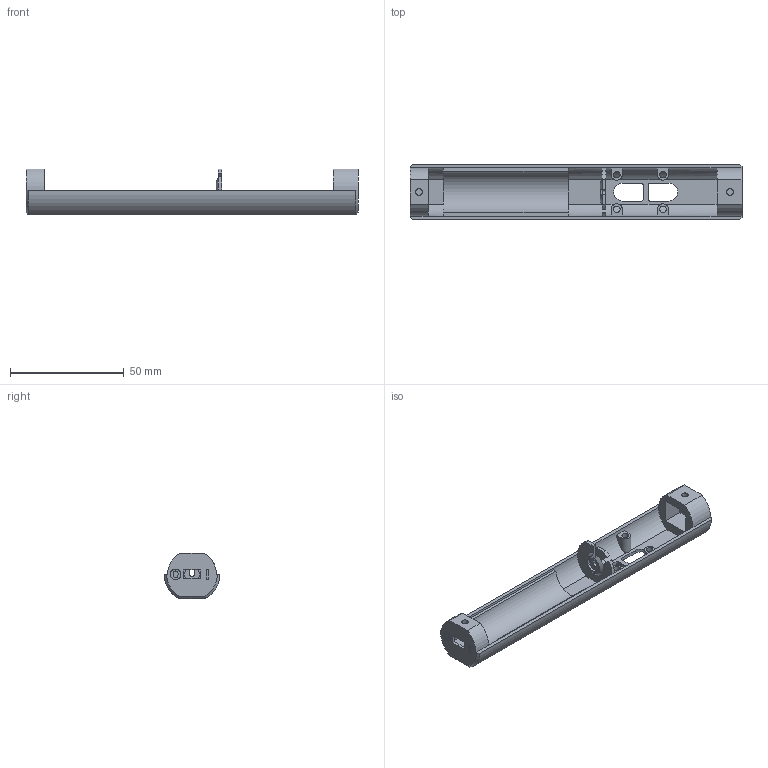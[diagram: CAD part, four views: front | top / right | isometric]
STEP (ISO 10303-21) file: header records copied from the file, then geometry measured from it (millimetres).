
FILE_DESCRIPTION(('Open CASCADE Model'),'2;1');
FILE_NAME('Open CASCADE Shape Model','2025-01-07T01:01:17',('Author'),( 'Open CASCADE'),'Open CASCADE STEP processor 7.7','Open CASCADE 7.7' ,'Unknown');
FILE_SCHEMA(('AUTOMOTIVE_DESIGN { 1 0 10303 214 1 1 1 1 }'));
Length unit declared in the file: millimetre
Products named in the file (1): COMPOUND
Bounding box: 146.14 x 24.5 x 20 mm (x, y, z)
Volume: 14404.2 mm3; surface area: 13936.6 mm2
Topology: 1 solids, 1 shells, 133 faces, 344 edges, 223 vertices
Faces by surface type: plane 85, cylinder 39, cone 7, extrusion 2
Full cylindrical faces by diameter (mm): 1.8 x2, 2.9 x6, 4.2 x1
Entity records: 11343 total; most frequent: CARTESIAN_POINT 4529, DIRECTION 1233, VECTOR 716, LINE 714, ORIENTED_EDGE 690, PCURVE 688, DEFINITIONAL_REPRESENTATION 688, EDGE_CURVE 344
